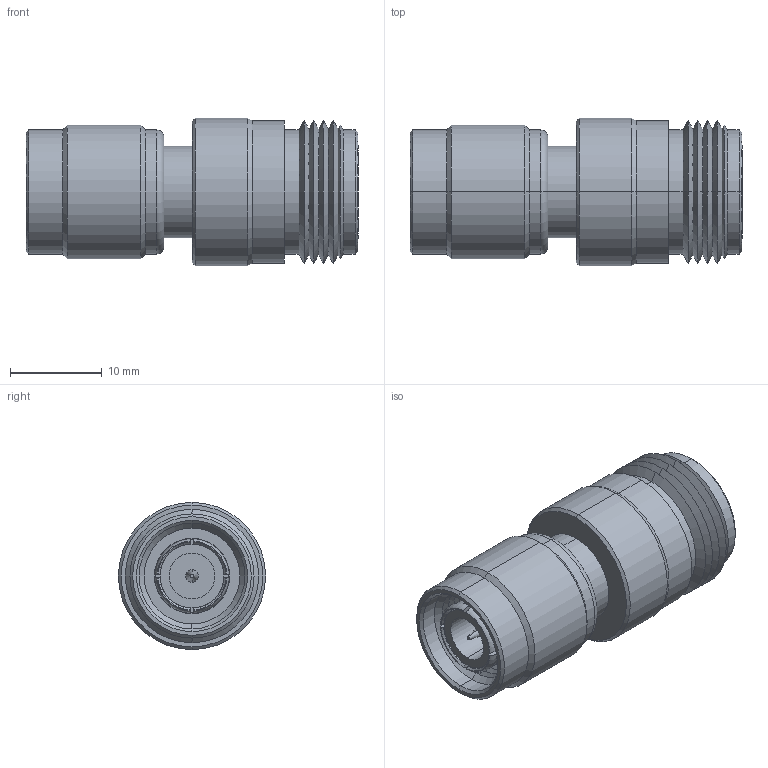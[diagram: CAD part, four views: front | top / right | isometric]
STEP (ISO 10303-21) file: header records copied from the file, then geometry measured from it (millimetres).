
FILE_DESCRIPTION (( 'STEP AP203' ), '1' );
FILE_NAME ('AXA-NFTM.STEP', '2014-09-25T20:00:08', ( 'x' ), ( '' ), 'SwSTEP 2.0', 'SolidWorks 2014', '' );
FILE_SCHEMA (( 'CONFIG_CONTROL_DESIGN' ));
Length unit declared in the file: millimetre
Products named in the file (1): AXA-NFTM
Bounding box: 36.1 x 16 x 16 mm (x, y, z)
Volume: 4598.8 mm3; surface area: 3893.2 mm2
Topology: 1 solids, 1 shells, 194 faces, 436 edges, 257 vertices
Faces by surface type: cone 86, plane 52, cylinder 50, torus 6
Entity records: 5561 total; most frequent: CARTESIAN_POINT 1094, DIRECTION 998, ORIENTED_EDGE 868, EDGE_CURVE 434, AXIS2_PLACEMENT_3D 409, VERTEX_POINT 257, CIRCLE 214, EDGE_LOOP 209
